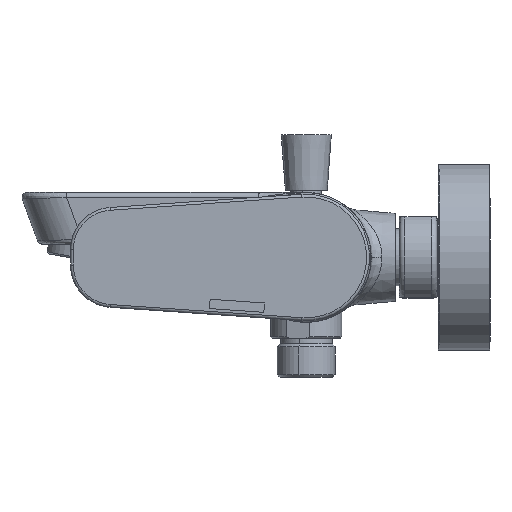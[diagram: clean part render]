
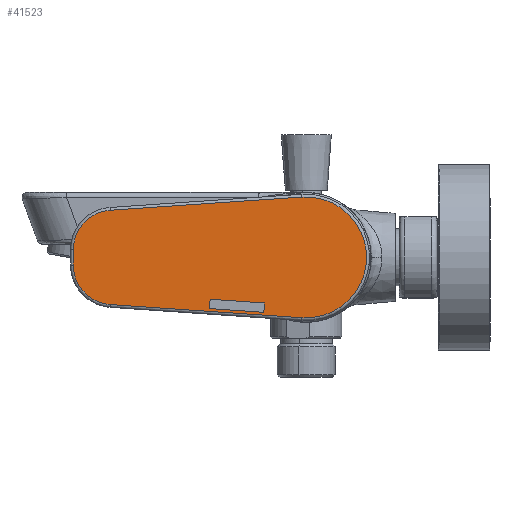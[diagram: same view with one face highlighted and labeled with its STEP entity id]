
A CAD part, left-side view. The second image highlights one B-rep face of the part: STEP entity #41523.
In plain terms, the highlighted planar face has unit normal (-1, 0, 0).
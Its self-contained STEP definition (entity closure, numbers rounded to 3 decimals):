
#581 = ORIENTED_EDGE ( 'NONE', *, *, #52450, .T. ) ;
#3252 = ORIENTED_EDGE ( 'NONE', *, *, #31513, .T. ) ;
#4757 = DIRECTION ( 'NONE',  ( 0., 0.068, -0.998 ) ) ;
#5225 = CARTESIAN_POINT ( 'NONE',  ( -33.2, 15.213, -19.668 ) ) ;
#5261 = DIRECTION ( 'NONE',  ( -1., 0., 0. ) ) ;
#6149 = DIRECTION ( 'NONE',  ( 0., 0., 1. ) ) ;
#6864 = VERTEX_POINT ( 'NONE', #23682 ) ;
#7203 = CARTESIAN_POINT ( 'NONE',  ( -33.2, 1.549, 0. ) ) ;
#7499 = ORIENTED_EDGE ( 'NONE', *, *, #48786, .T. ) ;
#7538 = VECTOR ( 'NONE', #8636, 1000. ) ;
#7913 = EDGE_CURVE ( 'NONE', #6864, #46204, #43324, .T. ) ;
#7923 = VECTOR ( 'NONE', #4757, 1000. ) ;
#7987 = LINE ( 'NONE', #7203, #64240 ) ;
#8323 = CARTESIAN_POINT ( 'NONE',  ( -33.2, 0., 0. ) ) ;
#8636 = DIRECTION ( 'NONE',  ( 0., 0.998, -0.068 ) ) ;
#8908 = CIRCLE ( 'NONE', #62301, 21.629 ) ;
#9650 = EDGE_LOOP ( 'NONE', ( #16963, #45616, #581, #3252, #17254, #41298, #38995, #11144 ) ) ;
#11144 = ORIENTED_EDGE ( 'NONE', *, *, #70316, .T. ) ;
#11694 = FACE_BOUND ( 'NONE', #38854, .T. ) ;
#11827 = CARTESIAN_POINT ( 'NONE',  ( -33.2, 1.549, 0. ) ) ;
#12271 = LINE ( 'NONE', #39402, #36143 ) ;
#13789 = DIRECTION ( 'NONE',  ( -1., 0., 0. ) ) ;
#13854 = LINE ( 'NONE', #54460, #7923 ) ;
#14091 = CARTESIAN_POINT ( 'NONE',  ( -33.2, 1.549, 21.574 ) ) ;
#14239 = VERTEX_POINT ( 'NONE', #51970 ) ;
#14969 = CARTESIAN_POINT ( 'NONE',  ( -33.2, 1.549, -21.606 ) ) ;
#15104 = FACE_OUTER_BOUND ( 'NONE', #9650, .T. ) ;
#15638 = CARTESIAN_POINT ( 'NONE',  ( -33.2, 1.549, 21.606 ) ) ;
#16963 = ORIENTED_EDGE ( 'NONE', *, *, #7913, .T. ) ;
#17254 = ORIENTED_EDGE ( 'NONE', *, *, #55016, .T. ) ;
#17891 = VERTEX_POINT ( 'NONE', #5225 ) ;
#18552 = CARTESIAN_POINT ( 'NONE',  ( -33.2, 1.48, -21.611 ) ) ;
#19528 = CARTESIAN_POINT ( 'NONE',  ( -33.2, 70.209, -16.902 ) ) ;
#20127 = DIRECTION ( 'NONE',  ( 0., 0.998, 0.068 ) ) ;
#20275 = CARTESIAN_POINT ( 'NONE',  ( -33.2, 83.439, 2.736 ) ) ;
#21134 = EDGE_CURVE ( 'NONE', #46204, #47793, #31240, .T. ) ;
#21395 = DIRECTION ( 'NONE',  ( 0., 0., -1. ) ) ;
#21522 = VERTEX_POINT ( 'NONE', #40936 ) ;
#23682 = CARTESIAN_POINT ( 'NONE',  ( -33.2, 83.439, -2.736 ) ) ;
#24042 = DIRECTION ( 'NONE',  ( 0., -0.998, -0.068 ) ) ;
#24857 = VECTOR ( 'NONE', #6149, 1000. ) ;
#24961 = DIRECTION ( 'NONE',  ( 0., 0., -1. ) ) ;
#25613 = ORIENTED_EDGE ( 'NONE', *, *, #68443, .T. ) ;
#27798 = DIRECTION ( 'NONE',  ( 0., -0.068, 0.998 ) ) ;
#27983 = AXIS2_PLACEMENT_3D ( 'NONE', #54853, #60134, #65396 ) ;
#29377 = CARTESIAN_POINT ( 'NONE',  ( -33.2, 0., 0. ) ) ;
#29466 = VECTOR ( 'NONE', #62907, 1000. ) ;
#30257 = LINE ( 'NONE', #39059, #31164 ) ;
#30763 = CIRCLE ( 'NONE', #60683, 14.2 ) ;
#31099 = CARTESIAN_POINT ( 'NONE',  ( -33.2, 1.412, -20.613 ) ) ;
#31164 = VECTOR ( 'NONE', #27798, 1000. ) ;
#31240 = LINE ( 'NONE', #18552, #58504 ) ;
#31513 = EDGE_CURVE ( 'NONE', #21522, #38277, #8908, .T. ) ;
#32279 = ORIENTED_EDGE ( 'NONE', *, *, #53264, .T. ) ;
#34117 = DIRECTION ( 'NONE',  ( 0., 0., 1. ) ) ;
#34235 = LINE ( 'NONE', #11827, #24857 ) ;
#35121 = DIRECTION ( 'NONE',  ( -1., 0., 0. ) ) ;
#36143 = VECTOR ( 'NONE', #50544, 1000. ) ;
#36404 = EDGE_CURVE ( 'NONE', #17891, #38036, #37624, .T. ) ;
#36556 = LINE ( 'NONE', #46757, #7538 ) ;
#37295 = VERTEX_POINT ( 'NONE', #49051 ) ;
#37624 = LINE ( 'NONE', #31099, #50336 ) ;
#38036 = VERTEX_POINT ( 'NONE', #47996 ) ;
#38277 = VERTEX_POINT ( 'NONE', #14091 ) ;
#38854 = EDGE_LOOP ( 'NONE', ( #61176, #7499, #25613, #32279 ) ) ;
#38995 = ORIENTED_EDGE ( 'NONE', *, *, #46328, .T. ) ;
#39059 = CARTESIAN_POINT ( 'NONE',  ( -33.2, 33.255, 2.278 ) ) ;
#39402 = CARTESIAN_POINT ( 'NONE',  ( -33.2, 83.439, -2.736 ) ) ;
#40936 = CARTESIAN_POINT ( 'NONE',  ( -33.2, 1.549, -21.574 ) ) ;
#41298 = ORIENTED_EDGE ( 'NONE', *, *, #59129, .T. ) ;
#41523 = ADVANCED_FACE ( 'NONE', ( #15104, #11694 ), #68349, .T. ) ;
#43324 = CIRCLE ( 'NONE', #27983, 14.2 ) ;
#44826 = LINE ( 'NONE', #51924, #29466 ) ;
#45616 = ORIENTED_EDGE ( 'NONE', *, *, #21134, .T. ) ;
#46204 = VERTEX_POINT ( 'NONE', #19528 ) ;
#46328 = EDGE_CURVE ( 'NONE', #37295, #68487, #30763, .T. ) ;
#46757 = CARTESIAN_POINT ( 'NONE',  ( -33.2, 70.209, 16.902 ) ) ;
#47793 = VERTEX_POINT ( 'NONE', #14969 ) ;
#47996 = CARTESIAN_POINT ( 'NONE',  ( -33.2, 34.667, -18.335 ) ) ;
#48786 = EDGE_CURVE ( 'NONE', #38036, #14239, #30257, .T. ) ;
#49051 = CARTESIAN_POINT ( 'NONE',  ( -33.2, 70.209, 16.902 ) ) ;
#50336 = VECTOR ( 'NONE', #20127, 1000. ) ;
#50544 = DIRECTION ( 'NONE',  ( 0., 0., -1. ) ) ;
#51924 = CARTESIAN_POINT ( 'NONE',  ( -33.2, 1.183, -17.273 ) ) ;
#51970 = CARTESIAN_POINT ( 'NONE',  ( -33.2, 34.439, -14.995 ) ) ;
#52450 = EDGE_CURVE ( 'NONE', #47793, #21522, #7987, .T. ) ;
#53264 = EDGE_CURVE ( 'NONE', #67789, #17891, #13854, .T. ) ;
#54015 = CARTESIAN_POINT ( 'NONE',  ( -33.2, 69.239, 2.736 ) ) ;
#54371 = AXIS2_PLACEMENT_3D ( 'NONE', #8323, #13789, #24961 ) ;
#54460 = CARTESIAN_POINT ( 'NONE',  ( -33.2, 13.801, 0.945 ) ) ;
#54853 = CARTESIAN_POINT ( 'NONE',  ( -33.2, 69.239, -2.736 ) ) ;
#55016 = EDGE_CURVE ( 'NONE', #38277, #58159, #34235, .T. ) ;
#58159 = VERTEX_POINT ( 'NONE', #15638 ) ;
#58504 = VECTOR ( 'NONE', #24042, 1000. ) ;
#59129 = EDGE_CURVE ( 'NONE', #58159, #37295, #36556, .T. ) ;
#60134 = DIRECTION ( 'NONE',  ( -1., 0., 0. ) ) ;
#60683 = AXIS2_PLACEMENT_3D ( 'NONE', #54015, #5261, #21395 ) ;
#61176 = ORIENTED_EDGE ( 'NONE', *, *, #36404, .T. ) ;
#61760 = CARTESIAN_POINT ( 'NONE',  ( -33.2, 14.984, -16.328 ) ) ;
#62301 = AXIS2_PLACEMENT_3D ( 'NONE', #29377, #35121, #67514 ) ;
#62907 = DIRECTION ( 'NONE',  ( 0., -0.998, -0.068 ) ) ;
#64240 = VECTOR ( 'NONE', #34117, 1000. ) ;
#65396 = DIRECTION ( 'NONE',  ( 0., 0., -1. ) ) ;
#67514 = DIRECTION ( 'NONE',  ( 0., 0., -1. ) ) ;
#67789 = VERTEX_POINT ( 'NONE', #61760 ) ;
#68349 = PLANE ( 'NONE',  #54371 ) ;
#68443 = EDGE_CURVE ( 'NONE', #14239, #67789, #44826, .T. ) ;
#68487 = VERTEX_POINT ( 'NONE', #20275 ) ;
#70316 = EDGE_CURVE ( 'NONE', #68487, #6864, #12271, .T. ) ;
